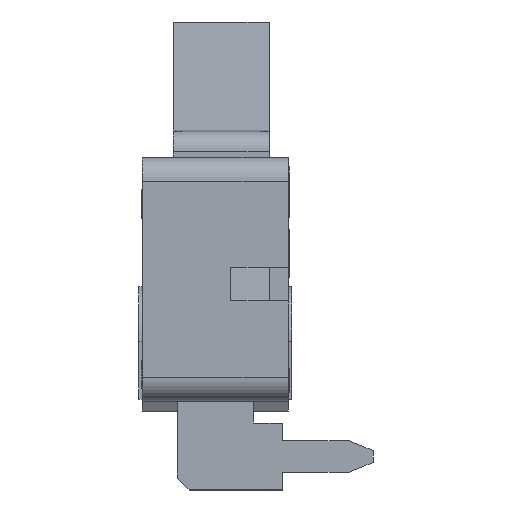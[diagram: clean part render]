
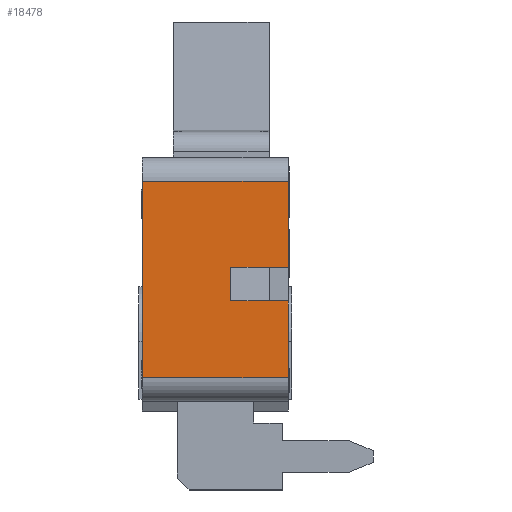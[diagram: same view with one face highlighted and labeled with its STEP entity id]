
A CAD part, left-side view. The second image highlights one B-rep face of the part: STEP entity #18478.
In plain terms, the highlighted planar face has unit normal (-1, 0, 0).
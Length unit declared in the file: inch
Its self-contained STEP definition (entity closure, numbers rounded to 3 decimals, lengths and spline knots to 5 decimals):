
#2696=CARTESIAN_POINT('',(-0.20079,-0.24016,0.12205));
#2697=VERTEX_POINT('',#2696);
#2704=CARTESIAN_POINT('',(-0.20079,-0.14567,0.12205));
#2705=VERTEX_POINT('',#2704);
#2706=CARTESIAN_POINT('',(-0.20079,-0.14567,0.12205));
#2707=DIRECTION('',(0.0,-1.0,0.0));
#2708=VECTOR('',#2707,0.09449);
#2709=LINE('',#2706,#2708);
#2710=EDGE_CURVE('',#2705,#2697,#2709,.T.);
#15187=CARTESIAN_POINT('',(-0.20079,-0.24016,0.06693));
#15188=VERTEX_POINT('',#15187);
#15195=CARTESIAN_POINT('',(-0.20079,-0.24016,-0.05906));
#15196=VERTEX_POINT('',#15195);
#15197=CARTESIAN_POINT('',(-0.20079,-0.24016,-0.05906));
#15198=DIRECTION('',(0.0,0.0,1.0));
#15199=VECTOR('',#15198,0.12598);
#15200=LINE('',#15197,#15199);
#15201=EDGE_CURVE('',#15196,#15188,#15200,.T.);
#15348=CARTESIAN_POINT('',(-0.20079,-0.24016,0.26378));
#15349=VERTEX_POINT('',#15348);
#15357=CARTESIAN_POINT('',(-0.20079,-0.24016,0.12205));
#15358=DIRECTION('',(0.0,0.0,1.0));
#15359=VECTOR('',#15358,0.14173);
#15360=LINE('',#15357,#15359);
#15361=EDGE_CURVE('',#2697,#15349,#15360,.T.);
#16079=CARTESIAN_POINT('',(-0.20079,-0.14567,0.06693));
#16080=VERTEX_POINT('',#16079);
#16089=CARTESIAN_POINT('',(-0.20079,-0.24016,0.06693));
#16090=DIRECTION('',(0.0,1.0,0.0));
#16091=VECTOR('',#16090,0.09449);
#16092=LINE('',#16089,#16091);
#16093=EDGE_CURVE('',#15188,#16080,#16092,.T.);
#16720=CARTESIAN_POINT('',(-0.20079,0.0,-0.05906));
#16721=VERTEX_POINT('',#16720);
#16729=CARTESIAN_POINT('',(-0.20079,0.0,0.26378));
#16730=VERTEX_POINT('',#16729);
#16731=CARTESIAN_POINT('',(-0.20079,0.0,0.26378));
#16732=DIRECTION('',(0.0,0.0,-1.0));
#16733=VECTOR('',#16732,0.32283);
#16734=LINE('',#16731,#16733);
#16735=EDGE_CURVE('',#16730,#16721,#16734,.T.);
#18442=CARTESIAN_POINT('',(-0.20079,-0.14567,0.06693));
#18443=DIRECTION('',(0.0,0.0,1.0));
#18444=VECTOR('',#18443,0.05512);
#18445=LINE('',#18442,#18444);
#18446=EDGE_CURVE('',#16080,#2705,#18445,.T.);
#18453=CARTESIAN_POINT('',(-0.20079,-0.25217,-0.0752));
#18454=DIRECTION('',(-1.0,0.0,0.0));
#18455=DIRECTION('',(0.0,0.0,1.0));
#18456=AXIS2_PLACEMENT_3D('',#18453,#18454,#18455);
#18457=PLANE('',#18456);
#18458=ORIENTED_EDGE('',*,*,#16735,.T.);
#18459=CARTESIAN_POINT('',(-0.20079,-0.24016,-0.05906));
#18460=DIRECTION('',(0.0,1.0,0.0));
#18461=VECTOR('',#18460,0.24016);
#18462=LINE('',#18459,#18461);
#18463=EDGE_CURVE('',#15196,#16721,#18462,.T.);
#18464=ORIENTED_EDGE('',*,*,#18463,.F.);
#18465=ORIENTED_EDGE('',*,*,#15201,.T.);
#18466=ORIENTED_EDGE('',*,*,#16093,.T.);
#18467=ORIENTED_EDGE('',*,*,#18446,.T.);
#18468=ORIENTED_EDGE('',*,*,#2710,.T.);
#18469=ORIENTED_EDGE('',*,*,#15361,.T.);
#18470=CARTESIAN_POINT('',(-0.20079,-0.24016,0.26378));
#18471=DIRECTION('',(0.0,1.0,0.0));
#18472=VECTOR('',#18471,0.24016);
#18473=LINE('',#18470,#18472);
#18474=EDGE_CURVE('',#15349,#16730,#18473,.T.);
#18475=ORIENTED_EDGE('',*,*,#18474,.T.);
#18476=EDGE_LOOP('',(#18458,#18464,#18465,#18466,#18467,#18468,#18469,#18475));
#18477=FACE_OUTER_BOUND('',#18476,.T.);
#18478=ADVANCED_FACE('',(#18477),#18457,.T.);
